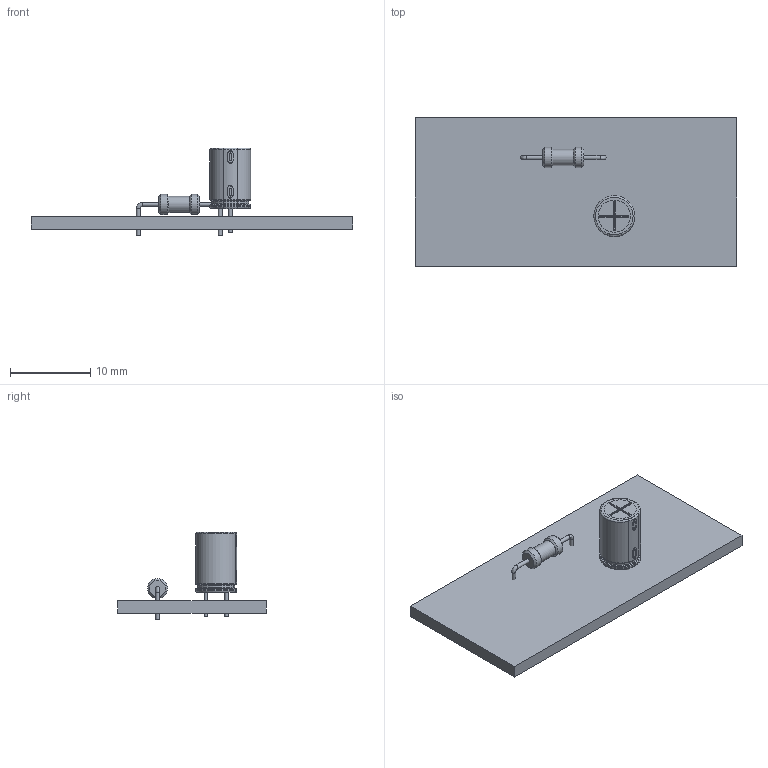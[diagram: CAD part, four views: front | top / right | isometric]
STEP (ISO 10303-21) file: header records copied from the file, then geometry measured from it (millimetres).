
FILE_DESCRIPTION(('for SolidWorks'),'2;1');
FILE_NAME('low_pass_filter.step', '2024-09-11T22:09:14',('MAN-MADE'),(''), 'Open CASCADE STEP processor 6.6','DipTrace','Unknown');
FILE_SCHEMA(('AUTOMOTIVE_DESIGN { 1 0 10303 214 1 1 1 1 }'));
Length unit declared in the file: millimetre
Products named in the file (4): PCB_low_pass_filter; Board_low_pass_filter; cappr-2.54_5.08; res-10.16_5.1x2.5
Assembly tree (3 placements, depth 2):
  PCB_low_pass_filter
    Board_low_pass_filter
    cappr-2.54_5.08
    res-10.16_5.1x2.5
Bounding box: 39.95 x 18.45 x 10.9 mm (x, y, z)
Volume: 1344.2 mm3; surface area: 1895.1 mm2
Topology: 3 solids, 3 shells, 110 faces, 253 edges, 160 vertices
Faces by surface type: plane 51, cylinder 39, torus 12, cone 4, extrusion 2, revolution 2
Full cylindrical faces by diameter (mm): 0.45 x2, 0.5 x4, 2 x1, 2.5 x2, 4 x2
Entity records: 7320 total; most frequent: CARTESIAN_POINT 3993, DIRECTION 535, ORIENTED_EDGE 506, EDGE_CURVE 253, AXIS2_PLACEMENT_3D 198, VERTEX_POINT 160, VECTOR 137, LINE 135
